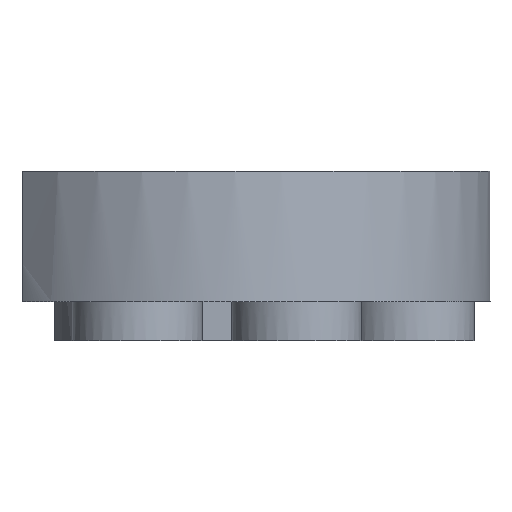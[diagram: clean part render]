
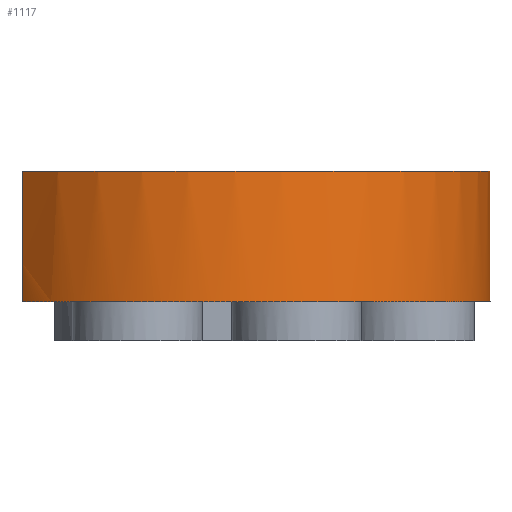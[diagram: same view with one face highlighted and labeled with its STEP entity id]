
A CAD part, left-side view. The second image highlights one B-rep face of the part: STEP entity #1117.
In plain terms, the highlighted cylindrical face has radius 105 mm (diameter 210 mm), a partial arc.
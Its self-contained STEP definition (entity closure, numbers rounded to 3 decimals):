
#452 = VERTEX_POINT('',#453);
#453 = CARTESIAN_POINT('',(73.536,74.95,30.));
#461 = EDGE_CURVE('',#462,#452,#464,.T.);
#462 = VERTEX_POINT('',#463);
#463 = CARTESIAN_POINT('',(73.536,74.95,30.));
#464 = CIRCLE('',#465,105.);
#465 = AXIS2_PLACEMENT_3D('',#466,#467,#468);
#466 = CARTESIAN_POINT('',(0.,0.,30.));
#467 = DIRECTION('',(0.,0.,-1.));
#468 = DIRECTION('',(1.,0.,0.));
#478 = VERTEX_POINT('',#479);
#479 = CARTESIAN_POINT('',(-73.536,74.95,30.));
#485 = EDGE_CURVE('',#486,#478,#488,.T.);
#486 = VERTEX_POINT('',#487);
#487 = CARTESIAN_POINT('',(-73.536,74.95,30.));
#488 = CIRCLE('',#489,105.);
#489 = AXIS2_PLACEMENT_3D('',#490,#491,#492);
#490 = CARTESIAN_POINT('',(0.,0.,30.));
#491 = DIRECTION('',(0.,0.,-1.));
#492 = DIRECTION('',(1.,0.,0.));
#542 = VERTEX_POINT('',#543);
#543 = CARTESIAN_POINT('',(-73.536,74.95,15.));
#549 = EDGE_CURVE('',#478,#542,#550,.T.);
#550 = LINE('',#551,#552);
#551 = CARTESIAN_POINT('',(-73.536,74.95,0.));
#552 = VECTOR('',#553,1.);
#553 = DIRECTION('',(-0.,-0.,-1.));
#566 = EDGE_CURVE('',#567,#542,#569,.T.);
#567 = VERTEX_POINT('',#568);
#568 = CARTESIAN_POINT('',(-97.007,40.182,15.));
#569 = CIRCLE('',#570,105.);
#570 = AXIS2_PLACEMENT_3D('',#571,#572,#573);
#571 = CARTESIAN_POINT('',(0.,0.,15.));
#572 = DIRECTION('',(0.,0.,-1.));
#573 = DIRECTION('',(1.,0.,0.));
#575 = EDGE_CURVE('',#576,#567,#578,.T.);
#576 = VERTEX_POINT('',#577);
#577 = CARTESIAN_POINT('',(-97.007,-40.182,15.));
#578 = CIRCLE('',#579,105.);
#579 = AXIS2_PLACEMENT_3D('',#580,#581,#582);
#580 = CARTESIAN_POINT('',(0.,0.,15.));
#581 = DIRECTION('',(0.,0.,-1.));
#582 = DIRECTION('',(1.,0.,0.));
#584 = EDGE_CURVE('',#585,#576,#587,.T.);
#585 = VERTEX_POINT('',#586);
#586 = CARTESIAN_POINT('',(-40.182,-97.007,15.));
#587 = CIRCLE('',#588,105.);
#588 = AXIS2_PLACEMENT_3D('',#589,#590,#591);
#589 = CARTESIAN_POINT('',(0.,0.,15.));
#590 = DIRECTION('',(0.,0.,-1.));
#591 = DIRECTION('',(1.,0.,0.));
#593 = EDGE_CURVE('',#594,#585,#596,.T.);
#594 = VERTEX_POINT('',#595);
#595 = CARTESIAN_POINT('',(40.182,-97.007,15.));
#596 = CIRCLE('',#597,105.);
#597 = AXIS2_PLACEMENT_3D('',#598,#599,#600);
#598 = CARTESIAN_POINT('',(0.,0.,15.));
#599 = DIRECTION('',(0.,0.,-1.));
#600 = DIRECTION('',(1.,0.,0.));
#602 = EDGE_CURVE('',#603,#594,#605,.T.);
#603 = VERTEX_POINT('',#604);
#604 = CARTESIAN_POINT('',(97.007,-40.182,15.));
#605 = CIRCLE('',#606,105.);
#606 = AXIS2_PLACEMENT_3D('',#607,#608,#609);
#607 = CARTESIAN_POINT('',(0.,0.,15.));
#608 = DIRECTION('',(0.,0.,-1.));
#609 = DIRECTION('',(1.,0.,0.));
#611 = EDGE_CURVE('',#612,#603,#614,.T.);
#612 = VERTEX_POINT('',#613);
#613 = CARTESIAN_POINT('',(97.007,40.182,15.));
#614 = CIRCLE('',#615,105.);
#615 = AXIS2_PLACEMENT_3D('',#616,#617,#618);
#616 = CARTESIAN_POINT('',(0.,0.,15.));
#617 = DIRECTION('',(0.,0.,-1.));
#618 = DIRECTION('',(1.,0.,0.));
#620 = EDGE_CURVE('',#621,#612,#623,.T.);
#621 = VERTEX_POINT('',#622);
#622 = CARTESIAN_POINT('',(73.536,74.95,15.));
#623 = CIRCLE('',#624,105.);
#624 = AXIS2_PLACEMENT_3D('',#625,#626,#627);
#625 = CARTESIAN_POINT('',(0.,0.,15.));
#626 = DIRECTION('',(0.,0.,-1.));
#627 = DIRECTION('',(1.,0.,0.));
#813 = EDGE_CURVE('',#462,#621,#814,.T.);
#814 = LINE('',#815,#816);
#815 = CARTESIAN_POINT('',(73.536,74.95,0.));
#816 = VECTOR('',#817,1.);
#817 = DIRECTION('',(-0.,-0.,-1.));
#840 = VERTEX_POINT('',#841);
#841 = CARTESIAN_POINT('',(73.536,74.95,65.));
#847 = EDGE_CURVE('',#840,#452,#848,.T.);
#848 = LINE('',#849,#850);
#849 = CARTESIAN_POINT('',(73.536,74.95,0.));
#850 = VECTOR('',#851,1.);
#851 = DIRECTION('',(-0.,-0.,-1.));
#1081 = EDGE_CURVE('',#1082,#486,#1084,.T.);
#1082 = VERTEX_POINT('',#1083);
#1083 = CARTESIAN_POINT('',(-73.536,74.95,65.));
#1084 = LINE('',#1085,#1086);
#1085 = CARTESIAN_POINT('',(-73.536,74.95,35.));
#1086 = VECTOR('',#1087,1.);
#1087 = DIRECTION('',(0.,0.,-1.));
#1117 = ADVANCED_FACE('',(#1118),#1158,.T.);
#1118 = FACE_BOUND('',#1119,.F.);
#1119 = EDGE_LOOP('',(#1120,#1121,#1122,#1123,#1132,#1141,#1148,#1149,
    #1150,#1151,#1152,#1153,#1154,#1155,#1156,#1157));
#1120 = ORIENTED_EDGE('',*,*,#549,.F.);
#1121 = ORIENTED_EDGE('',*,*,#485,.F.);
#1122 = ORIENTED_EDGE('',*,*,#1081,.F.);
#1123 = ORIENTED_EDGE('',*,*,#1124,.T.);
#1124 = EDGE_CURVE('',#1082,#1125,#1127,.T.);
#1125 = VERTEX_POINT('',#1126);
#1126 = CARTESIAN_POINT('',(-47.669,-93.556,65.));
#1127 = CIRCLE('',#1128,105.);
#1128 = AXIS2_PLACEMENT_3D('',#1129,#1130,#1131);
#1129 = CARTESIAN_POINT('',(0.,0.,65.));
#1130 = DIRECTION('',(0.,0.,1.));
#1131 = DIRECTION('',(-0.454,-0.891,0.));
#1132 = ORIENTED_EDGE('',*,*,#1133,.T.);
#1133 = EDGE_CURVE('',#1125,#1134,#1136,.T.);
#1134 = VERTEX_POINT('',#1135);
#1135 = CARTESIAN_POINT('',(105.,0.,65.));
#1136 = CIRCLE('',#1137,105.);
#1137 = AXIS2_PLACEMENT_3D('',#1138,#1139,#1140);
#1138 = CARTESIAN_POINT('',(0.,0.,65.));
#1139 = DIRECTION('',(0.,0.,1.));
#1140 = DIRECTION('',(-0.454,-0.891,0.));
#1141 = ORIENTED_EDGE('',*,*,#1142,.T.);
#1142 = EDGE_CURVE('',#1134,#840,#1143,.T.);
#1143 = CIRCLE('',#1144,105.);
#1144 = AXIS2_PLACEMENT_3D('',#1145,#1146,#1147);
#1145 = CARTESIAN_POINT('',(0.,0.,65.));
#1146 = DIRECTION('',(0.,0.,1.));
#1147 = DIRECTION('',(-0.454,-0.891,0.));
#1148 = ORIENTED_EDGE('',*,*,#847,.T.);
#1149 = ORIENTED_EDGE('',*,*,#461,.F.);
#1150 = ORIENTED_EDGE('',*,*,#813,.T.);
#1151 = ORIENTED_EDGE('',*,*,#620,.T.);
#1152 = ORIENTED_EDGE('',*,*,#611,.T.);
#1153 = ORIENTED_EDGE('',*,*,#602,.T.);
#1154 = ORIENTED_EDGE('',*,*,#593,.T.);
#1155 = ORIENTED_EDGE('',*,*,#584,.T.);
#1156 = ORIENTED_EDGE('',*,*,#575,.T.);
#1157 = ORIENTED_EDGE('',*,*,#566,.T.);
#1158 = CYLINDRICAL_SURFACE('',#1159,105.);
#1159 = AXIS2_PLACEMENT_3D('',#1160,#1161,#1162);
#1160 = CARTESIAN_POINT('',(0.,0.,0.));
#1161 = DIRECTION('',(-0.,-0.,-1.));
#1162 = DIRECTION('',(1.,0.,0.));
